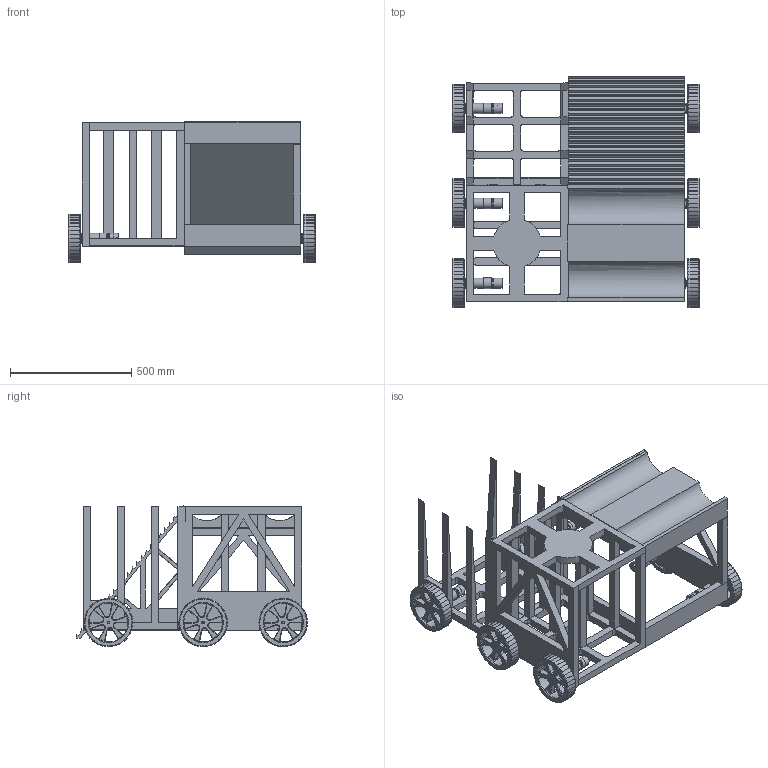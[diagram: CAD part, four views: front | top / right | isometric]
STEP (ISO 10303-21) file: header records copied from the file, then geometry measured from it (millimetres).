
FILE_DESCRIPTION(/* description */ ('STEP AP242 Edition 2'),/* implementation_level */ '2;1');
FILE_NAME(/* name */ 'R1 WITHOUT ARM FINAL DUSING SUBMISSION.step',/* time_stamp */ '2026-02-18T17:41:48+05:30',/* author */ (''),/* organization */ (''),/* preprocessor_version */ 'ST-DEVELOPER v20.1',/* originating_system */ 'Autodesk Translation Framework v14.24.0.0',/* authorisation */ '');
FILE_SCHEMA (('AUTOMOTIVE_DESIGN { 1 0 10303 214 3 1 1 }'));
Length unit declared in the file: metre
Products named in the file (14): 2026-02-16-20-22-34-158; Part 12; Part 1; Part 4; Part 5; Part 7; Part 9; Part 10; Part 13; Part 1_2; 2026-02-18-16-20-51-615; Part 1_2_1; 2026-02-16-22-03-24-957; 2026-02-18-17-39-49-911
Assembly tree (23 placements, depth 3):
  2026-02-16-20-22-34-158
    Part 12
    Part 1
    Part 4
    Part 5
    Part 7
    Part 9
    Part 10
    Part 13
    Part 1_2
      2026-02-16-22-03-24-957
    2026-02-18-16-20-51-615  x6
    2026-02-16-22-03-24-957  x4
    Part 1_2_1
      2026-02-16-22-03-24-957
    2026-02-18-17-39-49-911
Bounding box: 1020 x 951.91 x 583.45 mm (x, y, z)
Volume: 39700009.4 mm3; surface area: 5280951.8 mm2
Topology: 14 solids, 14 shells, 3146 faces, 7955 edges, 4660 vertices
Faces by surface type: cylinder 1200, torus 895, plane 875, bspline 148, cone 28
Full cylindrical faces by diameter (mm): 3.3 x28, 5 x1, 8 x15, 22 x1, 26 x7, 36 x7, 38.5 x7, 42 x14, 44.5 x10, 160 x6
Entity records: 33524 total; most frequent: CARTESIAN_POINT 10068, ORIENTED_EDGE 4966, DIRECTION 4691, EDGE_CURVE 2483, LINE 1579, VECTOR 1579, VERTEX_POINT 1560, AXIS2_PLACEMENT_3D 1556
